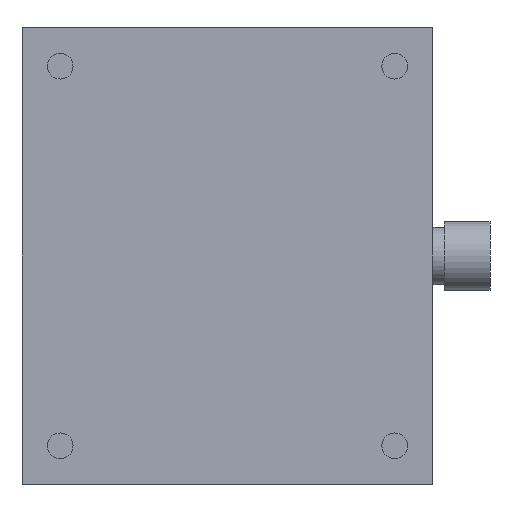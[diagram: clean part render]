
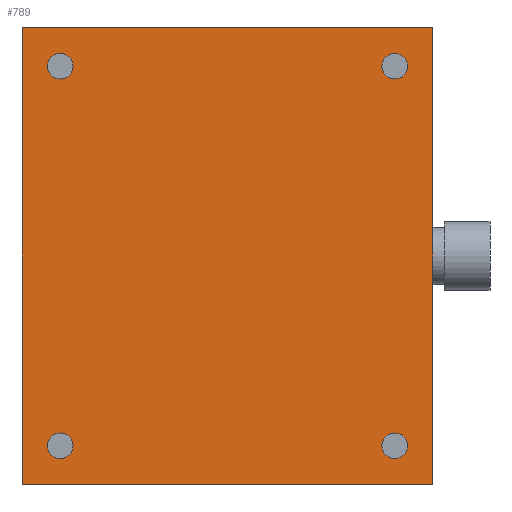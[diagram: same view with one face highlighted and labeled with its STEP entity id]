
A CAD part, front view. The second image highlights one B-rep face of the part: STEP entity #789.
In plain terms, the highlighted planar face has unit normal (0, -1, 0).
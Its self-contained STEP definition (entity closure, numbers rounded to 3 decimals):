
#56=DIRECTION('',(-1.,0.,0.));
#57=VECTOR('',#56,72.);
#58=CARTESIAN_POINT('',(36.,0.,-40.));
#59=LINE('',#58,#57);
#64=DIRECTION('',(0.,0.,1.));
#65=VECTOR('',#64,80.);
#66=CARTESIAN_POINT('',(-36.,0.,-40.));
#67=LINE('',#66,#65);
#71=DIRECTION('',(1.,0.,0.));
#72=VECTOR('',#71,72.);
#73=CARTESIAN_POINT('',(-36.,0.,40.));
#74=LINE('',#73,#72);
#78=DIRECTION('',(0.,0.,-1.));
#79=VECTOR('',#78,80.);
#80=CARTESIAN_POINT('',(36.,0.,40.));
#81=LINE('',#80,#79);
#85=CARTESIAN_POINT('',(29.3,0.,33.25));
#86=DIRECTION('',(0.,1.,0.));
#87=DIRECTION('',(-1.,0.,0.));
#88=AXIS2_PLACEMENT_3D('',#85,#86,#87);
#93=CARTESIAN_POINT('',(29.3,0.,33.25));
#94=DIRECTION('',(0.,1.,0.));
#95=DIRECTION('',(1.,0.,0.));
#96=AXIS2_PLACEMENT_3D('',#93,#94,#95);
#101=CARTESIAN_POINT('',(-29.3,0.,33.25));
#102=DIRECTION('',(0.,1.,0.));
#103=DIRECTION('',(-1.,0.,0.));
#104=AXIS2_PLACEMENT_3D('',#101,#102,#103);
#109=CARTESIAN_POINT('',(-29.3,0.,33.25));
#110=DIRECTION('',(0.,1.,0.));
#111=DIRECTION('',(1.,0.,0.));
#112=AXIS2_PLACEMENT_3D('',#109,#110,#111);
#117=CARTESIAN_POINT('',(-29.3,0.,-33.25));
#118=DIRECTION('',(0.,1.,0.));
#119=DIRECTION('',(-1.,0.,0.));
#120=AXIS2_PLACEMENT_3D('',#117,#118,#119);
#125=CARTESIAN_POINT('',(-29.3,0.,-33.25));
#126=DIRECTION('',(0.,1.,0.));
#127=DIRECTION('',(1.,0.,0.));
#128=AXIS2_PLACEMENT_3D('',#125,#126,#127);
#133=CARTESIAN_POINT('',(29.3,0.,-33.25));
#134=DIRECTION('',(0.,1.,0.));
#135=DIRECTION('',(-1.,0.,0.));
#136=AXIS2_PLACEMENT_3D('',#133,#134,#135);
#141=CARTESIAN_POINT('',(29.3,0.,-33.25));
#142=DIRECTION('',(0.,1.,0.));
#143=DIRECTION('',(1.,0.,0.));
#144=AXIS2_PLACEMENT_3D('',#141,#142,#143);
#698=CARTESIAN_POINT('',(27.05,0.,33.25));
#699=VERTEX_POINT('',#698);
#700=CARTESIAN_POINT('',(31.55,0.,33.25));
#701=VERTEX_POINT('',#700);
#702=CARTESIAN_POINT('',(36.,0.,-40.));
#703=CARTESIAN_POINT('',(-36.,0.,-40.));
#704=VERTEX_POINT('',#702);
#705=VERTEX_POINT('',#703);
#706=CARTESIAN_POINT('',(-36.,0.,40.));
#707=VERTEX_POINT('',#706);
#708=CARTESIAN_POINT('',(36.,0.,40.));
#709=VERTEX_POINT('',#708);
#714=CARTESIAN_POINT('',(-31.55,0.,33.25));
#715=VERTEX_POINT('',#714);
#716=CARTESIAN_POINT('',(-27.05,0.,33.25));
#717=VERTEX_POINT('',#716);
#722=CARTESIAN_POINT('',(-31.55,0.,-33.25));
#723=VERTEX_POINT('',#722);
#724=CARTESIAN_POINT('',(-27.05,0.,-33.25));
#725=VERTEX_POINT('',#724);
#730=CARTESIAN_POINT('',(27.05,0.,-33.25));
#731=VERTEX_POINT('',#730);
#732=CARTESIAN_POINT('',(31.55,0.,-33.25));
#733=VERTEX_POINT('',#732);
#750=CARTESIAN_POINT('',(0.,0.,0.));
#751=DIRECTION('',(0.,1.,0.));
#752=DIRECTION('',(0.,0.,1.));
#753=AXIS2_PLACEMENT_3D('',#750,#751,#752);
#754=PLANE('',#753);
#756=ORIENTED_EDGE('',*,*,#755,.T.);
#758=ORIENTED_EDGE('',*,*,#757,.T.);
#760=ORIENTED_EDGE('',*,*,#759,.T.);
#762=ORIENTED_EDGE('',*,*,#761,.T.);
#763=EDGE_LOOP('',(#756,#758,#760,#762));
#764=FACE_OUTER_BOUND('',#763,.F.);
#766=ORIENTED_EDGE('',*,*,#765,.F.);
#768=ORIENTED_EDGE('',*,*,#767,.F.);
#769=EDGE_LOOP('',(#766,#768));
#770=FACE_BOUND('',#769,.F.);
#772=ORIENTED_EDGE('',*,*,#771,.F.);
#774=ORIENTED_EDGE('',*,*,#773,.F.);
#775=EDGE_LOOP('',(#772,#774));
#776=FACE_BOUND('',#775,.F.);
#778=ORIENTED_EDGE('',*,*,#777,.F.);
#780=ORIENTED_EDGE('',*,*,#779,.F.);
#781=EDGE_LOOP('',(#778,#780));
#782=FACE_BOUND('',#781,.F.);
#784=ORIENTED_EDGE('',*,*,#783,.F.);
#786=ORIENTED_EDGE('',*,*,#785,.F.);
#787=EDGE_LOOP('',(#784,#786));
#788=FACE_BOUND('',#787,.F.);
#789=ADVANCED_FACE('',(#764,#770,#776,#782,#788),#754,.F.);
#89=CIRCLE('',#88,2.25);
#97=CIRCLE('',#96,2.25);
#105=CIRCLE('',#104,2.25);
#113=CIRCLE('',#112,2.25);
#121=CIRCLE('',#120,2.25);
#129=CIRCLE('',#128,2.25);
#137=CIRCLE('',#136,2.25);
#145=CIRCLE('',#144,2.25);
#755=EDGE_CURVE('',#704,#705,#59,.T.);
#757=EDGE_CURVE('',#705,#707,#67,.T.);
#759=EDGE_CURVE('',#707,#709,#74,.T.);
#761=EDGE_CURVE('',#709,#704,#81,.T.);
#765=EDGE_CURVE('',#699,#701,#89,.T.);
#767=EDGE_CURVE('',#701,#699,#97,.T.);
#771=EDGE_CURVE('',#715,#717,#105,.T.);
#773=EDGE_CURVE('',#717,#715,#113,.T.);
#777=EDGE_CURVE('',#723,#725,#121,.T.);
#779=EDGE_CURVE('',#725,#723,#129,.T.);
#783=EDGE_CURVE('',#731,#733,#137,.T.);
#785=EDGE_CURVE('',#733,#731,#145,.T.);
